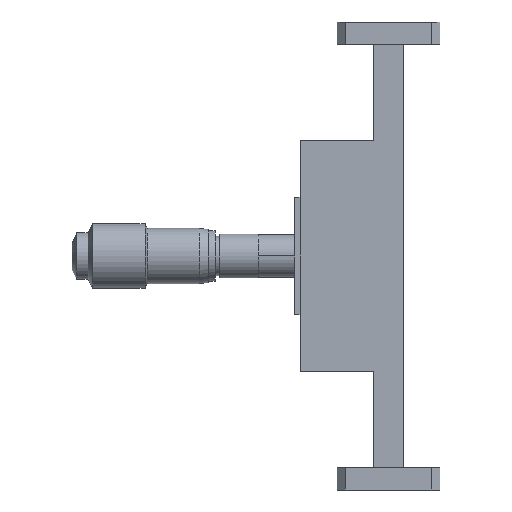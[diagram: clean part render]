
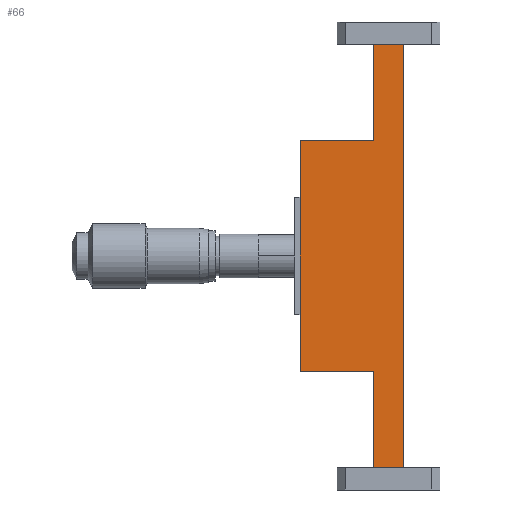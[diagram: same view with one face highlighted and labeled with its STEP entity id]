
A CAD part, left-side view. The second image highlights one B-rep face of the part: STEP entity #66.
In plain terms, the highlighted planar face has unit normal (-1, 0, 0).
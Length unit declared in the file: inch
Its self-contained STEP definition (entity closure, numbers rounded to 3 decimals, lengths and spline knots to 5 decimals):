
#65 = CARTESIAN_POINT ( 'NONE',  ( -0.69696, 0.44062, -0.754 ) ) ;
#66 = ADVANCED_FACE ( 'NONE', ( #536 ), #4111, .F. ) ;
#103 = CARTESIAN_POINT ( 'NONE',  ( -0.69696, -0.18938, -0.754 ) ) ;
#265 = VECTOR ( 'NONE', #1851, 39.37008 ) ;
#281 = DIRECTION ( 'NONE',  ( 0., 1., 0. ) ) ;
#343 = VERTEX_POINT ( 'NONE', #65 ) ;
#536 = FACE_OUTER_BOUND ( 'NONE', #4129, .T. ) ;
#840 = CARTESIAN_POINT ( 'NONE',  ( -0.69696, 0.44062, 1.216 ) ) ;
#905 = VERTEX_POINT ( 'NONE', #1300 ) ;
#921 = DIRECTION ( 'NONE',  ( 1., 0., 0. ) ) ;
#1028 = VECTOR ( 'NONE', #3638, 39.37008 ) ;
#1067 = EDGE_CURVE ( 'NONE', #2822, #343, #2852, .T. ) ;
#1152 = DIRECTION ( 'NONE',  ( 0., 1., 0. ) ) ;
#1210 = ORIENTED_EDGE ( 'NONE', *, *, #3937, .F. ) ;
#1226 = CARTESIAN_POINT ( 'NONE',  ( -0.69696, 0.44062, -0.754 ) ) ;
#1300 = CARTESIAN_POINT ( 'NONE',  ( -0.69696, -0.18938, 1.216 ) ) ;
#1382 = VECTOR ( 'NONE', #281, 39.37008 ) ;
#1424 = EDGE_CURVE ( 'NONE', #343, #4384, #4108, .T. ) ;
#1486 = CARTESIAN_POINT ( 'NONE',  ( -0.69696, -0.43938, -1.579 ) ) ;
#1513 = CARTESIAN_POINT ( 'NONE',  ( -0.69696, -0.18938, -1.579 ) ) ;
#1806 = ORIENTED_EDGE ( 'NONE', *, *, #3143, .T. ) ;
#1851 = DIRECTION ( 'NONE',  ( 0., 0., 1. ) ) ;
#1888 = CARTESIAN_POINT ( 'NONE',  ( -0.69696, -0.18938, 1.216 ) ) ;
#1915 = LINE ( 'NONE', #2695, #3923 ) ;
#2016 = LINE ( 'NONE', #1888, #265 ) ;
#2037 = VERTEX_POINT ( 'NONE', #3956 ) ;
#2076 = CARTESIAN_POINT ( 'NONE',  ( -0.69696, -0.43938, 2.041 ) ) ;
#2122 = DIRECTION ( 'NONE',  ( 0., 1., 0. ) ) ;
#2183 = VECTOR ( 'NONE', #2122, 39.37008 ) ;
#2225 = VECTOR ( 'NONE', #1152, 39.37008 ) ;
#2331 = ORIENTED_EDGE ( 'NONE', *, *, #2362, .T. ) ;
#2332 = CARTESIAN_POINT ( 'NONE',  ( -0.69696, -0.18938, 2.041 ) ) ;
#2362 = EDGE_CURVE ( 'NONE', #905, #4384, #2680, .T. ) ;
#2371 = DIRECTION ( 'NONE',  ( 0., 0., -1. ) ) ;
#2462 = ORIENTED_EDGE ( 'NONE', *, *, #3286, .T. ) ;
#2680 = LINE ( 'NONE', #840, #2225 ) ;
#2692 = VERTEX_POINT ( 'NONE', #2076 ) ;
#2695 = CARTESIAN_POINT ( 'NONE',  ( -0.69696, -0.18938, -0.754 ) ) ;
#2697 = CARTESIAN_POINT ( 'NONE',  ( -0.69696, -0.43938, 1.216 ) ) ;
#2720 = CARTESIAN_POINT ( 'NONE',  ( -0.69696, -0.43938, 2.041 ) ) ;
#2764 = ORIENTED_EDGE ( 'NONE', *, *, #2831, .F. ) ;
#2822 = VERTEX_POINT ( 'NONE', #103 ) ;
#2831 = EDGE_CURVE ( 'NONE', #2037, #3963, #4148, .T. ) ;
#2852 = LINE ( 'NONE', #3912, #2183 ) ;
#2939 = VECTOR ( 'NONE', #3399, 39.37008 ) ;
#3030 = VECTOR ( 'NONE', #3800, 39.37008 ) ;
#3056 = CARTESIAN_POINT ( 'NONE',  ( -0.69696, -0.43938, 1.216 ) ) ;
#3109 = ORIENTED_EDGE ( 'NONE', *, *, #1067, .F. ) ;
#3143 = EDGE_CURVE ( 'NONE', #2037, #2692, #3731, .T. ) ;
#3286 = EDGE_CURVE ( 'NONE', #2822, #3963, #1915, .T. ) ;
#3399 = DIRECTION ( 'NONE',  ( 0., 0., 1. ) ) ;
#3638 = DIRECTION ( 'NONE',  ( 0., 1., 0. ) ) ;
#3658 = ORIENTED_EDGE ( 'NONE', *, *, #1424, .F. ) ;
#3731 = LINE ( 'NONE', #3056, #3030 ) ;
#3799 = DIRECTION ( 'NONE',  ( 0., 0., -1. ) ) ;
#3800 = DIRECTION ( 'NONE',  ( 0., 0., 1. ) ) ;
#3904 = LINE ( 'NONE', #2720, #1382 ) ;
#3912 = CARTESIAN_POINT ( 'NONE',  ( -0.69696, 0.44062, -0.754 ) ) ;
#3916 = ORIENTED_EDGE ( 'NONE', *, *, #4522, .T. ) ;
#3923 = VECTOR ( 'NONE', #2371, 39.37008 ) ;
#3937 = EDGE_CURVE ( 'NONE', #905, #4409, #2016, .T. ) ;
#3956 = CARTESIAN_POINT ( 'NONE',  ( -0.69696, -0.43938, -1.579 ) ) ;
#3963 = VERTEX_POINT ( 'NONE', #1513 ) ;
#4084 = CARTESIAN_POINT ( 'NONE',  ( -0.69696, 0.44062, 1.216 ) ) ;
#4108 = LINE ( 'NONE', #1226, #2939 ) ;
#4111 = PLANE ( 'NONE',  #4270 ) ;
#4129 = EDGE_LOOP ( 'NONE', ( #3916, #1210, #2331, #3658, #3109, #2462, #2764, #1806 ) ) ;
#4148 = LINE ( 'NONE', #1486, #1028 ) ;
#4270 = AXIS2_PLACEMENT_3D ( 'NONE', #2697, #921, #3799 ) ;
#4384 = VERTEX_POINT ( 'NONE', #4084 ) ;
#4409 = VERTEX_POINT ( 'NONE', #2332 ) ;
#4522 = EDGE_CURVE ( 'NONE', #2692, #4409, #3904, .T. ) ;
